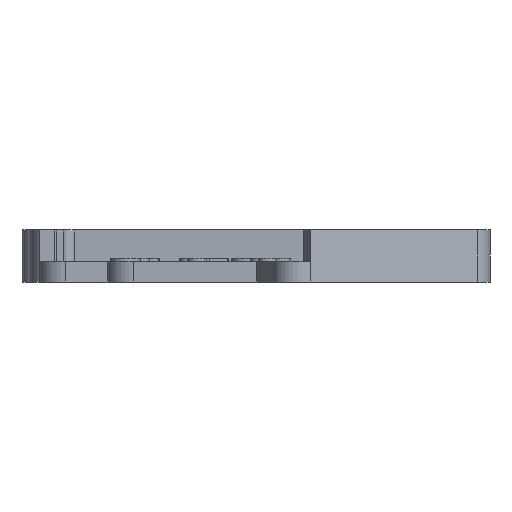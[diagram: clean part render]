
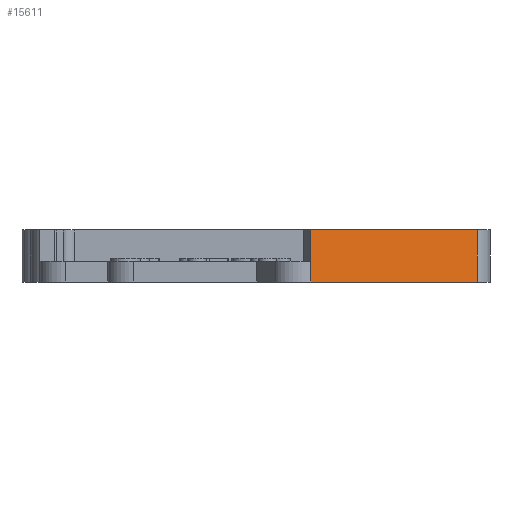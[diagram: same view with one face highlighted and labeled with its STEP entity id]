
A CAD part, left-side view. The second image highlights one B-rep face of the part: STEP entity #15611.
In plain terms, the highlighted planar face has unit normal (-0.866, -0.5, 0).
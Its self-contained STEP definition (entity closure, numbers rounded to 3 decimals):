
#1805=PLANE('',#16114);
#2649=FACE_OUTER_BOUND('',#3570,.T.);
#3570=EDGE_LOOP('',(#14640,#14641,#14642,#14643,#14644));
#4716=LINE('',#30634,#5985);
#4728=LINE('',#30670,#5997);
#4801=LINE('',#30892,#6070);
#4833=LINE('',#30988,#6102);
#4834=LINE('',#30989,#6103);
#5985=VECTOR('',#17942,10.);
#5997=VECTOR('',#17972,10.);
#6070=VECTOR('',#18247,10.);
#6102=VECTOR('',#18337,10.);
#6103=VECTOR('',#18338,10.);
#7664=VERTEX_POINT('',#30630);
#7666=VERTEX_POINT('',#30633);
#7681=VERTEX_POINT('',#30668);
#7729=VERTEX_POINT('',#30891);
#7764=VERTEX_POINT('',#30987);
#9898=EDGE_CURVE('',#7666,#7664,#4716,.T.);
#9917=EDGE_CURVE('',#7664,#7681,#4728,.T.);
#10019=EDGE_CURVE('',#7729,#7666,#4801,.T.);
#10067=EDGE_CURVE('',#7764,#7681,#4833,.T.);
#10068=EDGE_CURVE('',#7729,#7764,#4834,.T.);
#14640=ORIENTED_EDGE('',*,*,#9898,.T.);
#14641=ORIENTED_EDGE('',*,*,#9917,.T.);
#14642=ORIENTED_EDGE('',*,*,#10067,.F.);
#14643=ORIENTED_EDGE('',*,*,#10068,.F.);
#14644=ORIENTED_EDGE('',*,*,#10019,.T.);
#15611=ADVANCED_FACE('',(#2649),#1805,.T.);
#16114=AXIS2_PLACEMENT_3D('',#30986,#18335,#18336);
#17942=DIRECTION('',(0.,0.,-1.));
#17972=DIRECTION('',(0.,0.,-1.));
#18247=DIRECTION('',(-0.5,0.866,0.));
#18335=DIRECTION('center_axis',(-0.866,-0.5,0.));
#18336=DIRECTION('ref_axis',(-0.5,0.866,0.));
#18337=DIRECTION('',(-0.5,0.866,0.));
#18338=DIRECTION('',(0.,0.,-1.));
#30630=CARTESIAN_POINT('',(98.122,-158.468,-0.9));
#30633=CARTESIAN_POINT('',(98.122,-158.468,7.6));
#30634=CARTESIAN_POINT('',(98.122,-158.468,-2.5));
#30668=CARTESIAN_POINT('',(98.122,-158.468,-6.5));
#30670=CARTESIAN_POINT('',(98.122,-158.468,-2.5));
#30891=CARTESIAN_POINT('',(124.172,-203.588,7.6));
#30892=CARTESIAN_POINT('',(93.307,-150.129,7.6));
#30986=CARTESIAN_POINT('Origin',(124.172,-203.588,-2.5));
#30987=CARTESIAN_POINT('',(124.172,-203.588,-6.5));
#30988=CARTESIAN_POINT('',(124.172,-203.588,-6.5));
#30989=CARTESIAN_POINT('',(124.172,-203.588,-2.5));
